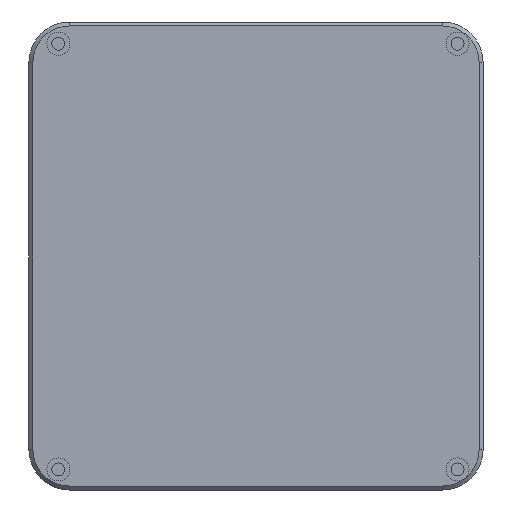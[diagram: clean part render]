
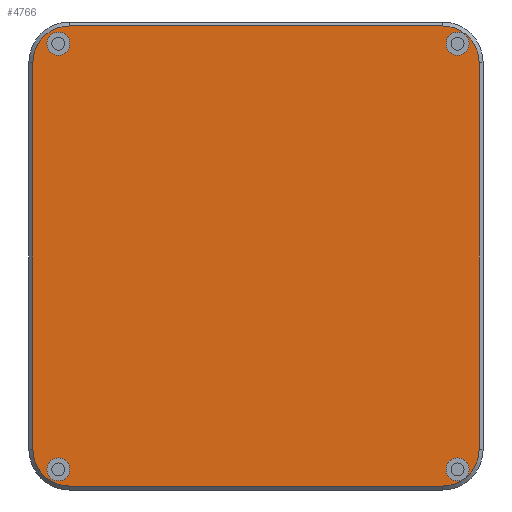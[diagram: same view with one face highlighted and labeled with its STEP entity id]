
A CAD part, left-side view. The second image highlights one B-rep face of the part: STEP entity #4766.
In plain terms, the highlighted planar face has unit normal (-1, 0, 0).
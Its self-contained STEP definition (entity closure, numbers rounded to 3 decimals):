
#47=FACE_BOUND('',#1505,.T.);
#48=FACE_BOUND('',#1506,.T.);
#49=FACE_BOUND('',#1507,.T.);
#50=FACE_BOUND('',#1508,.T.);
#60=CIRCLE('',#4998,2.925);
#63=CIRCLE('',#5003,2.925);
#66=CIRCLE('',#5008,2.925);
#69=CIRCLE('',#5013,2.925);
#92=CIRCLE('',#5055,9.3);
#93=CIRCLE('',#5058,9.3);
#95=CIRCLE('',#5062,9.3);
#98=CIRCLE('',#5067,9.3);
#179=PLANE('',#5073);
#389=LINE('',#13862,#783);
#393=LINE('',#13874,#787);
#397=LINE('',#13886,#791);
#400=LINE('',#13895,#794);
#783=VECTOR('',#5464,10.);
#787=VECTOR('',#5476,10.);
#791=VECTOR('',#5488,10.);
#794=VECTOR('',#5499,10.);
#1180=FACE_OUTER_BOUND('',#1504,.T.);
#1504=EDGE_LOOP('',(#3585,#3586,#3587,#3588,#3589,#3590,#3591,#3592));
#1505=EDGE_LOOP('',(#3593));
#1506=EDGE_LOOP('',(#3594));
#1507=EDGE_LOOP('',(#3595));
#1508=EDGE_LOOP('',(#3596));
#2007=VERTEX_POINT('',#7370);
#2010=VERTEX_POINT('',#7379);
#2013=VERTEX_POINT('',#7388);
#2016=VERTEX_POINT('',#7397);
#2129=VERTEX_POINT('',#13850);
#2132=VERTEX_POINT('',#13855);
#2134=VERTEX_POINT('',#13860);
#2136=VERTEX_POINT('',#13866);
#2138=VERTEX_POINT('',#13872);
#2140=VERTEX_POINT('',#13878);
#2142=VERTEX_POINT('',#13884);
#2144=VERTEX_POINT('',#13891);
#2421=EDGE_CURVE('',#2007,#2007,#60,.T.);
#2425=EDGE_CURVE('',#2010,#2010,#63,.T.);
#2429=EDGE_CURVE('',#2013,#2013,#66,.T.);
#2433=EDGE_CURVE('',#2016,#2016,#69,.T.);
#2636=EDGE_CURVE('',#2132,#2129,#92,.T.);
#2638=EDGE_CURVE('',#2134,#2132,#389,.T.);
#2641=EDGE_CURVE('',#2136,#2134,#93,.T.);
#2644=EDGE_CURVE('',#2138,#2136,#393,.T.);
#2647=EDGE_CURVE('',#2140,#2138,#95,.T.);
#2650=EDGE_CURVE('',#2142,#2140,#397,.T.);
#2654=EDGE_CURVE('',#2144,#2142,#98,.T.);
#2655=EDGE_CURVE('',#2129,#2144,#400,.T.);
#3585=ORIENTED_EDGE('',*,*,#2636,.F.);
#3586=ORIENTED_EDGE('',*,*,#2638,.F.);
#3587=ORIENTED_EDGE('',*,*,#2641,.F.);
#3588=ORIENTED_EDGE('',*,*,#2644,.F.);
#3589=ORIENTED_EDGE('',*,*,#2647,.F.);
#3590=ORIENTED_EDGE('',*,*,#2650,.F.);
#3591=ORIENTED_EDGE('',*,*,#2654,.F.);
#3592=ORIENTED_EDGE('',*,*,#2655,.F.);
#3593=ORIENTED_EDGE('',*,*,#2421,.T.);
#3594=ORIENTED_EDGE('',*,*,#2425,.T.);
#3595=ORIENTED_EDGE('',*,*,#2429,.T.);
#3596=ORIENTED_EDGE('',*,*,#2433,.T.);
#4766=ADVANCED_FACE('',(#1180,#47,#48,#49,#50),#179,.T.);
#4998=AXIS2_PLACEMENT_3D('',#7371,#5266,#5267);
#5003=AXIS2_PLACEMENT_3D('',#7380,#5277,#5278);
#5008=AXIS2_PLACEMENT_3D('',#7389,#5288,#5289);
#5013=AXIS2_PLACEMENT_3D('',#7398,#5299,#5300);
#5055=AXIS2_PLACEMENT_3D('',#13857,#5459,#5460);
#5058=AXIS2_PLACEMENT_3D('',#13868,#5469,#5470);
#5062=AXIS2_PLACEMENT_3D('',#13880,#5481,#5482);
#5067=AXIS2_PLACEMENT_3D('',#13893,#5495,#5496);
#5073=AXIS2_PLACEMENT_3D('',#13914,#5518,#5519);
#5266=DIRECTION('center_axis',(1.,0.,0.));
#5267=DIRECTION('ref_axis',(0.,0.,-1.));
#5277=DIRECTION('center_axis',(1.,0.,0.));
#5278=DIRECTION('ref_axis',(0.,0.,-1.));
#5288=DIRECTION('center_axis',(1.,0.,0.));
#5289=DIRECTION('ref_axis',(0.,0.,-1.));
#5299=DIRECTION('center_axis',(1.,0.,0.));
#5300=DIRECTION('ref_axis',(0.,0.,-1.));
#5459=DIRECTION('center_axis',(1.,0.,0.));
#5460=DIRECTION('ref_axis',(0.,0.707,-0.707));
#5464=DIRECTION('',(0.,1.,0.));
#5469=DIRECTION('center_axis',(1.,0.,0.));
#5470=DIRECTION('ref_axis',(0.,0.,-1.));
#5476=DIRECTION('',(0.,0.,-1.));
#5481=DIRECTION('center_axis',(1.,0.,0.));
#5482=DIRECTION('ref_axis',(0.,-1.,0.));
#5488=DIRECTION('',(0.,-1.,0.));
#5495=DIRECTION('center_axis',(1.,0.,0.));
#5496=DIRECTION('ref_axis',(0.,0.707,0.707));
#5499=DIRECTION('',(0.,0.,1.));
#5518=DIRECTION('center_axis',(-1.,0.,0.));
#5519=DIRECTION('ref_axis',(0.,-1.,0.));
#7370=CARTESIAN_POINT('',(-29.9,-19.991,-2.348));
#7371=CARTESIAN_POINT('Origin',(-29.9,-19.991,-5.273));
#7379=CARTESIAN_POINT('',(-29.9,81.509,-2.348));
#7380=CARTESIAN_POINT('Origin',(-29.9,81.509,-5.273));
#7388=CARTESIAN_POINT('',(-29.9,-19.991,105.902));
#7389=CARTESIAN_POINT('Origin',(-29.9,-19.991,102.977));
#7397=CARTESIAN_POINT('',(-29.9,81.509,105.902));
#7398=CARTESIAN_POINT('Origin',(-29.9,81.509,102.977));
#13850=CARTESIAN_POINT('',(-29.9,88.,-0.2));
#13855=CARTESIAN_POINT('',(-29.9,78.7,-9.5));
#13857=CARTESIAN_POINT('Origin',(-29.9,78.7,-0.2));
#13860=CARTESIAN_POINT('',(-29.9,-16.2,-9.5));
#13862=CARTESIAN_POINT('',(-29.9,48.225,-9.5));
#13866=CARTESIAN_POINT('',(-29.9,-25.5,-0.2));
#13868=CARTESIAN_POINT('Origin',(-29.9,-16.2,-0.2));
#13872=CARTESIAN_POINT('',(-29.9,-25.5,98.2));
#13874=CARTESIAN_POINT('',(-29.9,-25.5,24.4));
#13878=CARTESIAN_POINT('',(-29.9,-16.2,107.5));
#13880=CARTESIAN_POINT('Origin',(-29.9,-16.2,98.2));
#13884=CARTESIAN_POINT('',(-29.9,78.7,107.5));
#13886=CARTESIAN_POINT('',(-29.9,5.275,107.5));
#13891=CARTESIAN_POINT('',(-29.9,88.,98.2));
#13893=CARTESIAN_POINT('Origin',(-29.9,78.7,98.2));
#13895=CARTESIAN_POINT('',(-29.9,88.,73.6));
#13914=CARTESIAN_POINT('Origin',(-29.9,26.75,49.));
